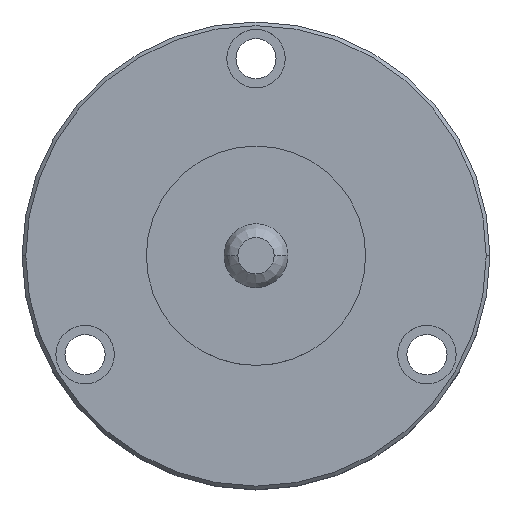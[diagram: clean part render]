
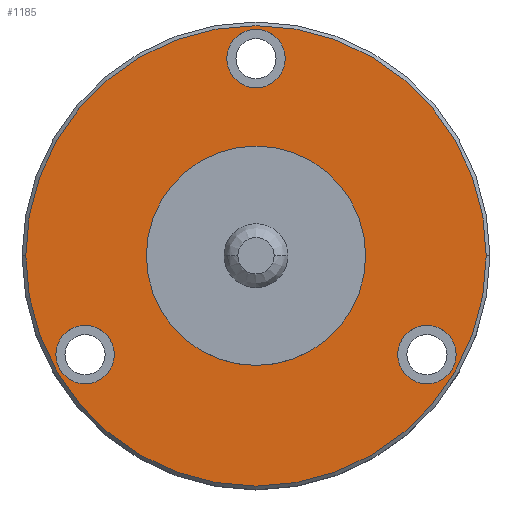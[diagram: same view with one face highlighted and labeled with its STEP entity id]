
A CAD part, top view. The second image highlights one B-rep face of the part: STEP entity #1185.
In plain terms, the highlighted planar face has unit normal (0, 0, 1).
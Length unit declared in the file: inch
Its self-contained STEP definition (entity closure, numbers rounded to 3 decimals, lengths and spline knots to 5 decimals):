
#579=CARTESIAN_POINT('',(-1.46142,-1.09375,1.03125));
#580=VERTEX_POINT('',#579);
#596=CARTESIAN_POINT('',(-1.46142,-0.59375,1.03125));
#597=VERTEX_POINT('',#596);
#604=CARTESIAN_POINT('',(-1.46142,-0.84375,1.03125));
#605=DIRECTION('',(0.0,0.0,-1.0));
#606=DIRECTION('',(0.0,-1.0,0.0));
#607=AXIS2_PLACEMENT_3D('',#604,#605,#606);
#608=CIRCLE('',#607,0.25);
#609=EDGE_CURVE('',#580,#597,#608,.T.);
#663=CARTESIAN_POINT('',(1.46142,-1.09375,1.03125));
#664=VERTEX_POINT('',#663);
#680=CARTESIAN_POINT('',(1.46142,-0.59375,1.03125));
#681=VERTEX_POINT('',#680);
#688=CARTESIAN_POINT('',(1.46142,-0.84375,1.03125));
#689=DIRECTION('',(0.0,0.0,-1.0));
#690=DIRECTION('',(0.0,-1.0,0.0));
#691=AXIS2_PLACEMENT_3D('',#688,#689,#690);
#692=CIRCLE('',#691,0.25);
#693=EDGE_CURVE('',#664,#681,#692,.T.);
#747=CARTESIAN_POINT('',(0.,1.4375,1.03125));
#748=VERTEX_POINT('',#747);
#764=CARTESIAN_POINT('',(0.,1.9375,1.03125));
#765=VERTEX_POINT('',#764);
#772=CARTESIAN_POINT('',(0.0,1.6875,1.03125));
#773=DIRECTION('',(0.0,0.0,-1.0));
#774=DIRECTION('',(0.0,-1.0,0.0));
#775=AXIS2_PLACEMENT_3D('',#772,#773,#774);
#776=CIRCLE('',#775,0.25);
#777=EDGE_CURVE('',#748,#765,#776,.T.);
#829=CARTESIAN_POINT('',(-1.96875,0.,1.03125));
#830=VERTEX_POINT('',#829);
#837=CARTESIAN_POINT('',(1.96875,0.,1.03125));
#838=VERTEX_POINT('',#837);
#839=CARTESIAN_POINT('',(0.0,0.0,1.03125));
#840=DIRECTION('',(0.0,0.0,-1.0));
#841=DIRECTION('',(-1.0,0.0,0.0));
#842=AXIS2_PLACEMENT_3D('',#839,#840,#841);
#843=CIRCLE('',#842,1.96875);
#844=EDGE_CURVE('',#830,#838,#843,.T.);
#863=CARTESIAN_POINT('',(-0.375,0.,1.03125));
#864=VERTEX_POINT('',#863);
#880=CARTESIAN_POINT('',(-0.07813,0.36677,1.03125));
#881=VERTEX_POINT('',#880);
#888=CARTESIAN_POINT('',(0.0,0.0,1.03125));
#889=DIRECTION('',(0.0,0.0,-1.0));
#890=DIRECTION('',(1.0,0.0,0.0));
#891=AXIS2_PLACEMENT_3D('',#888,#889,#890);
#892=CIRCLE('',#891,0.375);
#893=EDGE_CURVE('',#864,#881,#892,.T.);
#903=CARTESIAN_POINT('',(0.375,0.,1.03125));
#904=VERTEX_POINT('',#903);
#913=CARTESIAN_POINT('',(0.07813,0.36677,1.03125));
#914=VERTEX_POINT('',#913);
#915=CARTESIAN_POINT('',(0.0,0.0,1.03125));
#916=DIRECTION('',(0.0,0.0,-1.0));
#917=DIRECTION('',(1.0,0.0,0.0));
#918=AXIS2_PLACEMENT_3D('',#915,#916,#917);
#919=CIRCLE('',#918,0.375);
#920=EDGE_CURVE('',#914,#904,#919,.T.);
#945=CARTESIAN_POINT('',(0.07813,0.4591,1.03125));
#946=VERTEX_POINT('',#945);
#947=CARTESIAN_POINT('',(0.07813,0.4591,1.03125));
#948=DIRECTION('',(0.0,-1.0,0.0));
#949=VECTOR('',#948,0.09233);
#950=LINE('',#947,#949);
#951=EDGE_CURVE('',#946,#914,#950,.T.);
#976=CARTESIAN_POINT('',(-0.07813,0.4591,1.03125));
#977=VERTEX_POINT('',#976);
#978=CARTESIAN_POINT('',(-0.07813,0.4591,1.03125));
#979=DIRECTION('',(1.0,0.0,0.0));
#980=VECTOR('',#979,0.15625);
#981=LINE('',#978,#980);
#982=EDGE_CURVE('',#977,#946,#981,.T.);
#1007=CARTESIAN_POINT('',(-0.07813,0.36677,1.03125));
#1008=DIRECTION('',(0.0,1.0,0.0));
#1009=VECTOR('',#1008,0.09233);
#1010=LINE('',#1007,#1009);
#1011=EDGE_CURVE('',#881,#977,#1010,.T.);
#1092=CARTESIAN_POINT('',(0.0,0.0,1.03125));
#1093=DIRECTION('',(0.0,0.0,-1.0));
#1094=DIRECTION('',(1.0,0.0,0.0));
#1095=AXIS2_PLACEMENT_3D('',#1092,#1093,#1094);
#1096=CIRCLE('',#1095,0.375);
#1097=EDGE_CURVE('',#904,#864,#1096,.T.);
#1116=CARTESIAN_POINT('',(0.0,0.0,1.03125));
#1117=DIRECTION('',(0.0,0.0,-1.0));
#1118=DIRECTION('',(-1.0,0.0,0.0));
#1119=AXIS2_PLACEMENT_3D('',#1116,#1117,#1118);
#1120=CIRCLE('',#1119,1.96875);
#1121=EDGE_CURVE('',#838,#830,#1120,.T.);
#1138=CARTESIAN_POINT('',(2.0,0.0,1.03125));
#1139=DIRECTION('',(0.0,0.0,1.0));
#1140=DIRECTION('',(1.0,0.0,0.0));
#1141=AXIS2_PLACEMENT_3D('',#1138,#1139,#1140);
#1142=PLANE('',#1141);
#1143=ORIENTED_EDGE('',*,*,#1121,.F.);
#1144=ORIENTED_EDGE('',*,*,#844,.F.);
#1145=EDGE_LOOP('',(#1143,#1144));
#1146=FACE_OUTER_BOUND('',#1145,.T.);
#1147=ORIENTED_EDGE('',*,*,#951,.T.);
#1148=ORIENTED_EDGE('',*,*,#920,.T.);
#1149=ORIENTED_EDGE('',*,*,#1097,.T.);
#1150=ORIENTED_EDGE('',*,*,#893,.T.);
#1151=ORIENTED_EDGE('',*,*,#1011,.T.);
#1152=ORIENTED_EDGE('',*,*,#982,.T.);
#1153=EDGE_LOOP('',(#1147,#1148,#1149,#1150,#1151,#1152));
#1154=FACE_BOUND('',#1153,.T.);
#1155=CARTESIAN_POINT('',(-1.46142,-0.84375,1.03125));
#1156=DIRECTION('',(0.0,0.0,-1.0));
#1157=DIRECTION('',(0.0,-1.0,0.0));
#1158=AXIS2_PLACEMENT_3D('',#1155,#1156,#1157);
#1159=CIRCLE('',#1158,0.25);
#1160=EDGE_CURVE('',#597,#580,#1159,.T.);
#1161=ORIENTED_EDGE('',*,*,#1160,.T.);
#1162=ORIENTED_EDGE('',*,*,#609,.T.);
#1163=EDGE_LOOP('',(#1161,#1162));
#1164=FACE_BOUND('',#1163,.T.);
#1165=CARTESIAN_POINT('',(1.46142,-0.84375,1.03125));
#1166=DIRECTION('',(0.0,0.0,-1.0));
#1167=DIRECTION('',(0.0,-1.0,0.0));
#1168=AXIS2_PLACEMENT_3D('',#1165,#1166,#1167);
#1169=CIRCLE('',#1168,0.25);
#1170=EDGE_CURVE('',#681,#664,#1169,.T.);
#1171=ORIENTED_EDGE('',*,*,#1170,.T.);
#1172=ORIENTED_EDGE('',*,*,#693,.T.);
#1173=EDGE_LOOP('',(#1171,#1172));
#1174=FACE_BOUND('',#1173,.T.);
#1175=CARTESIAN_POINT('',(0.0,1.6875,1.03125));
#1176=DIRECTION('',(0.0,0.0,-1.0));
#1177=DIRECTION('',(0.0,-1.0,0.0));
#1178=AXIS2_PLACEMENT_3D('',#1175,#1176,#1177);
#1179=CIRCLE('',#1178,0.25);
#1180=EDGE_CURVE('',#765,#748,#1179,.T.);
#1181=ORIENTED_EDGE('',*,*,#1180,.T.);
#1182=ORIENTED_EDGE('',*,*,#777,.T.);
#1183=EDGE_LOOP('',(#1181,#1182));
#1184=FACE_BOUND('',#1183,.T.);
#1185=ADVANCED_FACE('',(#1146,#1154,#1164,#1174,#1184),#1142,.T.);
